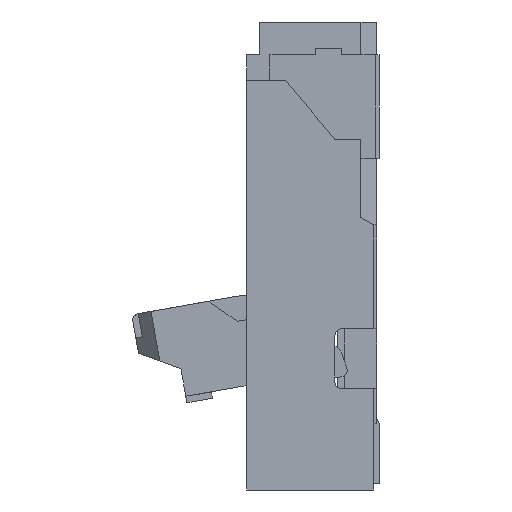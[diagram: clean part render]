
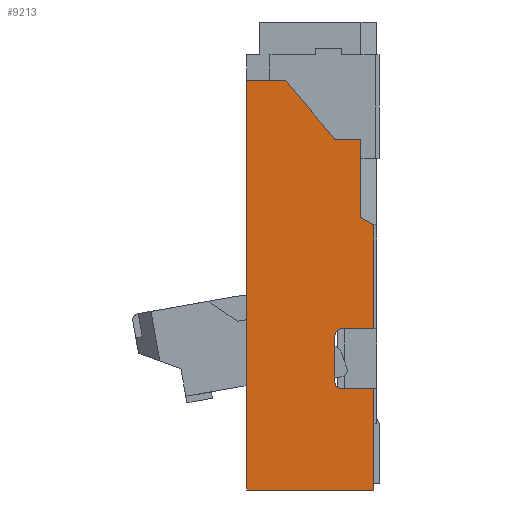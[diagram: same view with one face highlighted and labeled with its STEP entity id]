
A CAD part, left-side view. The second image highlights one B-rep face of the part: STEP entity #9213.
In plain terms, the highlighted planar face has unit normal (-1, 0, 0).
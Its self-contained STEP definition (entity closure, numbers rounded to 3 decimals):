
#1600=DIRECTION('',(0.,-0.643,-0.766));
#1601=VECTOR('',#1600,0.591);
#1602=CARTESIAN_POINT('',(-2.35,0.7,-0.45));
#1603=LINE('',#1602,#1601);
#1604=DIRECTION('',(0.,-1.,0.));
#1605=VECTOR('',#1604,0.2);
#1606=CARTESIAN_POINT('',(-2.35,0.32,-0.903));
#1607=LINE('',#1606,#1605);
#1608=DIRECTION('',(0.,0.,-1.));
#1609=VECTOR('',#1608,0.6);
#1610=CARTESIAN_POINT('',(-2.35,0.12,-0.903));
#1611=LINE('',#1610,#1609);
#1612=DIRECTION('',(0.,-0.866,-0.5));
#1613=VECTOR('',#1612,0.115);
#1614=CARTESIAN_POINT('',(-2.35,0.12,-1.503));
#1615=LINE('',#1614,#1613);
#1616=DIRECTION('',(0.,0.,-1.));
#1617=VECTOR('',#1616,0.799);
#1618=CARTESIAN_POINT('',(-2.35,0.02,-1.561));
#1619=LINE('',#1618,#1617);
#1620=DIRECTION('',(0.,1.,0.));
#1621=VECTOR('',#1620,0.25);
#1622=CARTESIAN_POINT('',(-2.35,0.02,-2.36));
#1623=LINE('',#1622,#1621);
#1624=CARTESIAN_POINT('',(-2.35,0.27,-2.41));
#1625=DIRECTION('',(-1.,0.,0.));
#1626=DIRECTION('',(0.,0.,1.));
#1627=AXIS2_PLACEMENT_3D('',#1624,#1625,#1626);
#1629=DIRECTION('',(0.,0.,-1.));
#1630=VECTOR('',#1629,0.36);
#1631=CARTESIAN_POINT('',(-2.35,0.32,-2.41));
#1632=LINE('',#1631,#1630);
#1633=CARTESIAN_POINT('',(-2.35,0.27,-2.77));
#1634=DIRECTION('',(-1.,0.,0.));
#1635=DIRECTION('',(0.,1.,0.));
#1636=AXIS2_PLACEMENT_3D('',#1633,#1634,#1635);
#1638=DIRECTION('',(0.,-1.,0.));
#1639=VECTOR('',#1638,0.25);
#1640=CARTESIAN_POINT('',(-2.35,0.27,-2.82));
#1641=LINE('',#1640,#1639);
#1642=DIRECTION('',(0.,0.,1.));
#1643=VECTOR('',#1642,0.78);
#1644=CARTESIAN_POINT('',(-2.35,0.02,-3.6));
#1645=LINE('',#1644,#1643);
#1646=DIRECTION('',(0.,1.,0.));
#1647=VECTOR('',#1646,0.98);
#1648=CARTESIAN_POINT('',(-2.35,0.02,-3.6));
#1649=LINE('',#1648,#1647);
#1650=DIRECTION('',(0.,0.,1.));
#1651=VECTOR('',#1650,3.15);
#1652=CARTESIAN_POINT('',(-2.35,1.,-3.6));
#1653=LINE('',#1652,#1651);
#1654=DIRECTION('',(0.,-1.,0.));
#1655=VECTOR('',#1654,0.3);
#1656=CARTESIAN_POINT('',(-2.35,1.,-0.45));
#1657=LINE('',#1656,#1655);
#5597=CARTESIAN_POINT('',(-2.35,0.7,-0.45));
#5598=CARTESIAN_POINT('',(-2.35,0.32,-0.903));
#5599=VERTEX_POINT('',#5597);
#5600=VERTEX_POINT('',#5598);
#5601=CARTESIAN_POINT('',(-2.35,0.12,-0.903));
#5602=VERTEX_POINT('',#5601);
#5603=CARTESIAN_POINT('',(-2.35,0.12,-1.503));
#5604=VERTEX_POINT('',#5603);
#5605=CARTESIAN_POINT('',(-2.35,0.02,-1.561));
#5606=VERTEX_POINT('',#5605);
#5607=CARTESIAN_POINT('',(-2.35,0.02,-2.36));
#5608=VERTEX_POINT('',#5607);
#5609=CARTESIAN_POINT('',(-2.35,0.27,-2.36));
#5610=VERTEX_POINT('',#5609);
#5611=CARTESIAN_POINT('',(-2.35,0.32,-2.41));
#5612=VERTEX_POINT('',#5611);
#5613=CARTESIAN_POINT('',(-2.35,0.32,-2.77));
#5614=VERTEX_POINT('',#5613);
#5615=CARTESIAN_POINT('',(-2.35,0.27,-2.82));
#5616=VERTEX_POINT('',#5615);
#5617=CARTESIAN_POINT('',(-2.35,0.02,-2.82));
#5618=VERTEX_POINT('',#5617);
#5619=CARTESIAN_POINT('',(-2.35,0.02,-3.6));
#5620=VERTEX_POINT('',#5619);
#5621=CARTESIAN_POINT('',(-2.35,1.,-0.45));
#5622=VERTEX_POINT('',#5621);
#5631=CARTESIAN_POINT('',(-2.35,1.,-3.6));
#5632=VERTEX_POINT('',#5631);
#9186=CARTESIAN_POINT('',(-2.35,0.,0.));
#9187=DIRECTION('',(1.,0.,0.));
#9188=DIRECTION('',(0.,0.,-1.));
#9189=AXIS2_PLACEMENT_3D('',#9186,#9187,#9188);
#9190=PLANE('',#9189);
#9192=ORIENTED_EDGE('',*,*,#9191,.T.);
#9194=ORIENTED_EDGE('',*,*,#9193,.T.);
#9196=ORIENTED_EDGE('',*,*,#9195,.T.);
#9198=ORIENTED_EDGE('',*,*,#9197,.T.);
#9199=ORIENTED_EDGE('',*,*,#8977,.T.);
#9200=ORIENTED_EDGE('',*,*,#9057,.T.);
#9201=ORIENTED_EDGE('',*,*,#9167,.T.);
#9202=ORIENTED_EDGE('',*,*,#9180,.T.);
#9203=ORIENTED_EDGE('',*,*,#9131,.T.);
#9204=ORIENTED_EDGE('',*,*,#9118,.T.);
#9205=ORIENTED_EDGE('',*,*,#9014,.F.);
#9207=ORIENTED_EDGE('',*,*,#9206,.T.);
#9209=ORIENTED_EDGE('',*,*,#9208,.T.);
#9210=ORIENTED_EDGE('',*,*,#8617,.T.);
#9211=EDGE_LOOP('',(#9192,#9194,#9196,#9198,#9199,#9200,#9201,#9202,#9203,#9204,
#9205,#9207,#9209,#9210));
#9212=FACE_OUTER_BOUND('',#9211,.F.);
#9213=ADVANCED_FACE('',(#9212),#9190,.F.);
#1628=CIRCLE('',#1627,0.05);
#1637=CIRCLE('',#1636,0.05);
#8617=EDGE_CURVE('',#5622,#5599,#1657,.T.);
#8977=EDGE_CURVE('',#5606,#5608,#1619,.T.);
#9014=EDGE_CURVE('',#5620,#5618,#1645,.T.);
#9057=EDGE_CURVE('',#5608,#5610,#1623,.T.);
#9118=EDGE_CURVE('',#5616,#5618,#1641,.T.);
#9131=EDGE_CURVE('',#5614,#5616,#1637,.T.);
#9167=EDGE_CURVE('',#5610,#5612,#1628,.T.);
#9180=EDGE_CURVE('',#5612,#5614,#1632,.T.);
#9191=EDGE_CURVE('',#5599,#5600,#1603,.T.);
#9193=EDGE_CURVE('',#5600,#5602,#1607,.T.);
#9195=EDGE_CURVE('',#5602,#5604,#1611,.T.);
#9197=EDGE_CURVE('',#5604,#5606,#1615,.T.);
#9206=EDGE_CURVE('',#5620,#5632,#1649,.T.);
#9208=EDGE_CURVE('',#5632,#5622,#1653,.T.);
